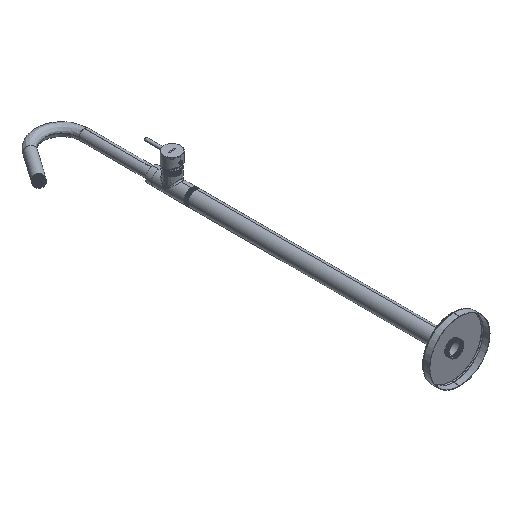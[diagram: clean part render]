
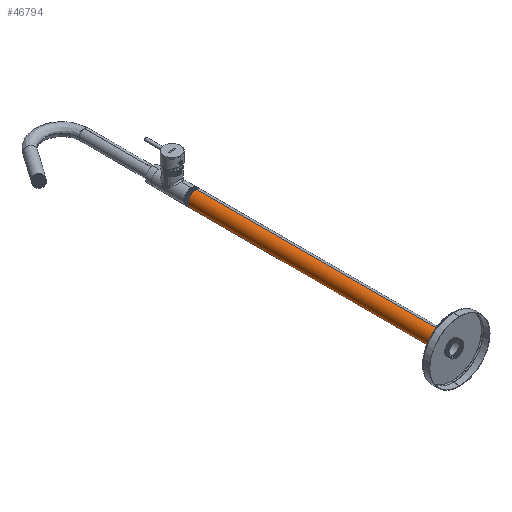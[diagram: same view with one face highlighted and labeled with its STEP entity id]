
A CAD part, isometric view. The second image highlights one B-rep face of the part: STEP entity #46794.
In plain terms, the highlighted cylindrical face has radius 20 mm (diameter 40 mm), a partial arc.
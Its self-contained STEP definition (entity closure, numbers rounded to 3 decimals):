
#179 = CARTESIAN_POINT ( 'NONE',  ( -21.051, 18.531, -5.048 ) ) ;
#2308 = LINE ( 'NONE', #23215, #63839 ) ;
#3964 = ORIENTED_EDGE ( 'NONE', *, *, #47781, .F. ) ;
#4234 = LINE ( 'NONE', #55970, #59644 ) ;
#4884 = EDGE_CURVE ( 'NONE', #29772, #36125, #26824, .T. ) ;
#5114 = VERTEX_POINT ( 'NONE', #10907 ) ;
#6656 = CARTESIAN_POINT ( 'NONE',  ( -19.753, 18.625, 3.134 ) ) ;
#7739 = LINE ( 'NONE', #28664, #28471 ) ;
#7830 = FACE_OUTER_BOUND ( 'NONE', #33569, .T. ) ;
#8305 = VERTEX_POINT ( 'NONE', #66974 ) ;
#10599 = DIRECTION ( 'NONE',  ( 0., 1., 0. ) ) ;
#10907 = CARTESIAN_POINT ( 'NONE',  ( 3.134, 19., 19.753 ) ) ;
#11133 = CARTESIAN_POINT ( 'NONE',  ( -5.048, 18.906, 21.051 ) ) ;
#12290 = CARTESIAN_POINT ( 'NONE',  ( 0., 9., 0. ) ) ;
#12588 = CARTESIAN_POINT ( 'NONE',  ( -16.183, 18.813, -11.752 ) ) ;
#13451 = ORIENTED_EDGE ( 'NONE', *, *, #4884, .T. ) ;
#16667 = VERTEX_POINT ( 'NONE', #18853 ) ;
#17066 = CARTESIAN_POINT ( 'NONE',  ( -3.134, 18.625, -19.753 ) ) ;
#18853 = CARTESIAN_POINT ( 'NONE',  ( -3.134, 709., -19.753 ) ) ;
#19661 = CARTESIAN_POINT ( 'NONE',  ( 0., 709., 0. ) ) ;
#19681 = EDGE_CURVE ( 'NONE', #5114, #58485, #7739, .T. ) ;
#20158 = CARTESIAN_POINT ( 'NONE',  ( -21.051, 20.031, -5.048 ) ) ;
#20552 = LINE ( 'NONE', #31175, #23181 ) ;
#22094 = CARTESIAN_POINT ( 'NONE',  ( -3.134, 18.25, -19.753 ) ) ;
#23181 = VECTOR ( 'NONE', #10599, 1000. ) ;
#23215 = CARTESIAN_POINT ( 'NONE',  ( -3.134, 9., -19.753 ) ) ;
#25327 = ORIENTED_EDGE ( 'NONE', *, *, #19681, .T. ) ;
#25391 =( BOUNDED_CURVE ( )  B_SPLINE_CURVE ( 2, ( #22094, #52598, #26578, #179, #6656, #37167, #47454, #11133, #42969 ),
 .UNSPECIFIED., .F., .F. ) 
 B_SPLINE_CURVE_WITH_KNOTS ( ( 3, 2, 2, 2, 3 ),
 ( 0.844, 0.859, 0.875, 0.891, 0.906 ),
 .UNSPECIFIED. ) 
 CURVE ( )  GEOMETRIC_REPRESENTATION_ITEM ( )  RATIONAL_B_SPLINE_CURVE ( ( 1., 0.924, 1., 0.924, 1., 0.924, 1., 0.924, 1. ) ) 
 REPRESENTATION_ITEM ( '' )  );
#25476 = DIRECTION ( 'NONE',  ( -0.157, 0., -0.988 ) ) ;
#25614 = AXIS2_PLACEMENT_3D ( 'NONE', #19661, #67246, #25476 ) ;
#25650 = CARTESIAN_POINT ( 'NONE',  ( -16.183, 19.937, -11.752 ) ) ;
#26505 = VERTEX_POINT ( 'NONE', #54177 ) ;
#26578 = CARTESIAN_POINT ( 'NONE',  ( -16.183, 18.437, -11.752 ) ) ;
#26824 =( BOUNDED_CURVE ( )  B_SPLINE_CURVE ( 2, ( #43408, #33143, #12588, #53703, #17066 ),
 .UNSPECIFIED., .F., .F. ) 
 B_SPLINE_CURVE_WITH_KNOTS ( ( 3, 2, 3 ),
 ( 0., 0.016, 0.031 ),
 .UNSPECIFIED. ) 
 CURVE ( )  GEOMETRIC_REPRESENTATION_ITEM ( )  RATIONAL_B_SPLINE_CURVE ( ( 1., 0.924, 1., 0.924, 1. ) ) 
 REPRESENTATION_ITEM ( '' )  );
#28471 = VECTOR ( 'NONE', #49546, 1000. ) ;
#28664 = CARTESIAN_POINT ( 'NONE',  ( 3.134, 9., 19.753 ) ) ;
#29772 = VERTEX_POINT ( 'NONE', #57676 ) ;
#30022 = CIRCLE ( 'NONE', #25614, 20. ) ;
#31175 = CARTESIAN_POINT ( 'NONE',  ( -19.753, 19.562, 3.134 ) ) ;
#31884 = EDGE_CURVE ( 'NONE', #29772, #34220, #20552, .T. ) ;
#32894 =( BOUNDED_CURVE ( )  B_SPLINE_CURVE ( 2, ( #40368, #35567, #25650, #20158, #41042 ),
 .UNSPECIFIED., .F., .F. ) 
 B_SPLINE_CURVE_WITH_KNOTS ( ( 3, 2, 3 ),
 ( 0.969, 0.984, 1. ),
 .UNSPECIFIED. ) 
 CURVE ( )  GEOMETRIC_REPRESENTATION_ITEM ( )  RATIONAL_B_SPLINE_CURVE ( ( 1., 0.924, 1., 0.924, 1. ) ) 
 REPRESENTATION_ITEM ( '' )  );
#33143 = CARTESIAN_POINT ( 'NONE',  ( -21.051, 18.906, -5.048 ) ) ;
#33569 = EDGE_LOOP ( 'NONE', ( #3964, #47828, #25327, #50933, #50703, #63183, #51785, #13451 ) ) ;
#34218 = DIRECTION ( 'NONE',  ( 0., 1., 0. ) ) ;
#34220 = VERTEX_POINT ( 'NONE', #38718 ) ;
#35518 = AXIS2_PLACEMENT_3D ( 'NONE', #12290, #34218, #39012 ) ;
#35567 = CARTESIAN_POINT ( 'NONE',  ( -11.315, 19.844, -18.455 ) ) ;
#36125 = VERTEX_POINT ( 'NONE', #53353 ) ;
#36750 = EDGE_CURVE ( 'NONE', #8305, #16667, #2308, .T. ) ;
#37167 = CARTESIAN_POINT ( 'NONE',  ( -18.455, 18.719, 11.315 ) ) ;
#38718 = CARTESIAN_POINT ( 'NONE',  ( -19.753, 20.125, 3.134 ) ) ;
#39012 = DIRECTION ( 'NONE',  ( 0.157, 0., 0.988 ) ) ;
#39880 = DIRECTION ( 'NONE',  ( 0., 1., 0. ) ) ;
#40368 = CARTESIAN_POINT ( 'NONE',  ( -3.134, 19.75, -19.753 ) ) ;
#41042 = CARTESIAN_POINT ( 'NONE',  ( -19.753, 20.125, 3.134 ) ) ;
#42969 = CARTESIAN_POINT ( 'NONE',  ( 3.134, 19., 19.753 ) ) ;
#43408 = CARTESIAN_POINT ( 'NONE',  ( -19.753, 19., 3.134 ) ) ;
#45806 = DIRECTION ( 'NONE',  ( 0., 1., 0. ) ) ;
#46794 = ADVANCED_FACE ( 'NONE', ( #7830 ), #59596, .T. ) ;
#47454 = CARTESIAN_POINT ( 'NONE',  ( -11.752, 18.812, 16.183 ) ) ;
#47781 = EDGE_CURVE ( 'NONE', #26505, #36125, #4234, .T. ) ;
#47828 = ORIENTED_EDGE ( 'NONE', *, *, #48365, .T. ) ;
#47916 = EDGE_CURVE ( 'NONE', #58485, #16667, #30022, .T. ) ;
#48365 = EDGE_CURVE ( 'NONE', #26505, #5114, #25391, .T. ) ;
#49546 = DIRECTION ( 'NONE',  ( 0., 1., 0. ) ) ;
#50703 = ORIENTED_EDGE ( 'NONE', *, *, #36750, .F. ) ;
#50933 = ORIENTED_EDGE ( 'NONE', *, *, #47916, .T. ) ;
#51785 = ORIENTED_EDGE ( 'NONE', *, *, #31884, .F. ) ;
#52598 = CARTESIAN_POINT ( 'NONE',  ( -11.315, 18.344, -18.455 ) ) ;
#53353 = CARTESIAN_POINT ( 'NONE',  ( -3.134, 18.625, -19.753 ) ) ;
#53703 = CARTESIAN_POINT ( 'NONE',  ( -11.315, 18.719, -18.455 ) ) ;
#54177 = CARTESIAN_POINT ( 'NONE',  ( -3.134, 18.25, -19.753 ) ) ;
#55970 = CARTESIAN_POINT ( 'NONE',  ( -3.134, 9., -19.753 ) ) ;
#57676 = CARTESIAN_POINT ( 'NONE',  ( -19.753, 19., 3.134 ) ) ;
#58485 = VERTEX_POINT ( 'NONE', #63275 ) ;
#59596 = CYLINDRICAL_SURFACE ( 'NONE', #35518, 20. ) ;
#59644 = VECTOR ( 'NONE', #39880, 1000. ) ;
#63183 = ORIENTED_EDGE ( 'NONE', *, *, #64229, .T. ) ;
#63275 = CARTESIAN_POINT ( 'NONE',  ( 3.134, 709., 19.753 ) ) ;
#63839 = VECTOR ( 'NONE', #45806, 1000. ) ;
#64229 = EDGE_CURVE ( 'NONE', #8305, #34220, #32894, .T. ) ;
#66974 = CARTESIAN_POINT ( 'NONE',  ( -3.134, 19.75, -19.753 ) ) ;
#67246 = DIRECTION ( 'NONE',  ( 0., -1., 0. ) ) ;
